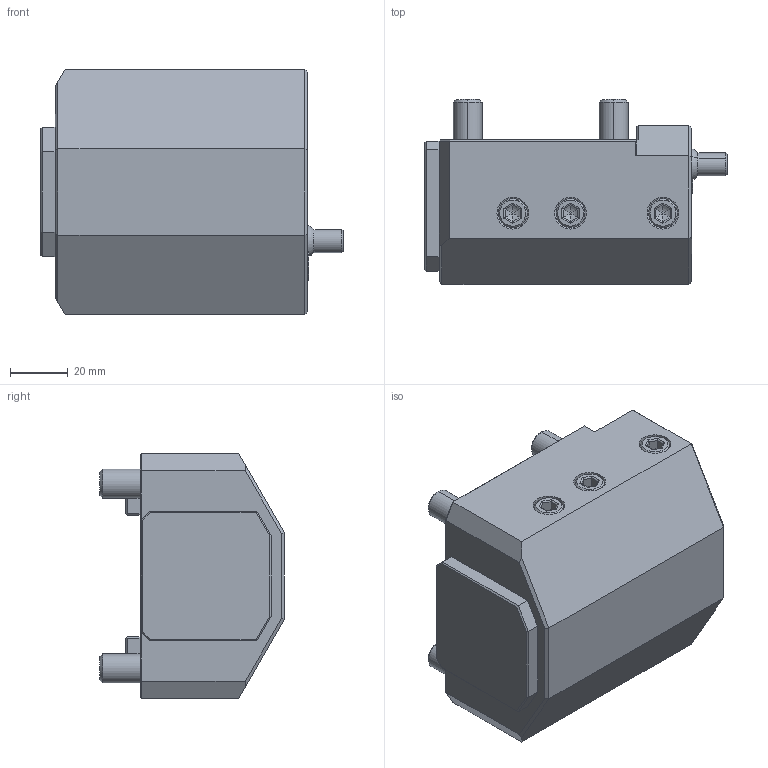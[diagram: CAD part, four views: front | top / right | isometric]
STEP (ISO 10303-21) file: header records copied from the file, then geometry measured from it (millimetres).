
FILE_DESCRIPTION((''),'2;1');
FILE_NAME('NGT_ID_32_25_4_HA','2023-05-24T',('vali'),('NOVA GRUP'),'PRO/ENGINEER BY PARAMETRIC TECHNOLOGY CORPORATION, 2010280','PRO/ENGINEER BY PARAMETRIC TECHNOLOGY CORPORATION, 2010280','');
FILE_SCHEMA(('CONFIG_CONTROL_DESIGN'));
Length unit declared in the file: millimetre
Products named in the file (1): NGT_ID_32_25_4_HA
Bounding box: 104.89 x 64 x 85 mm (x, y, z)
Volume: 272578.7 mm3; surface area: 45504 mm2
Topology: 1 solids, 1 shells, 339 faces, 763 edges, 410 vertices
Faces by surface type: plane 137, cylinder 101, cone 63, bspline 36, sphere 2
Entity records: 10274 total; most frequent: CARTESIAN_POINT 3196, ORIENTED_EDGE 1446, DIRECTION 1394, EDGE_CURVE 723, VECTOR 470, LINE 470, AXIS2_PLACEMENT_3D 462, VERTEX_POINT 410
